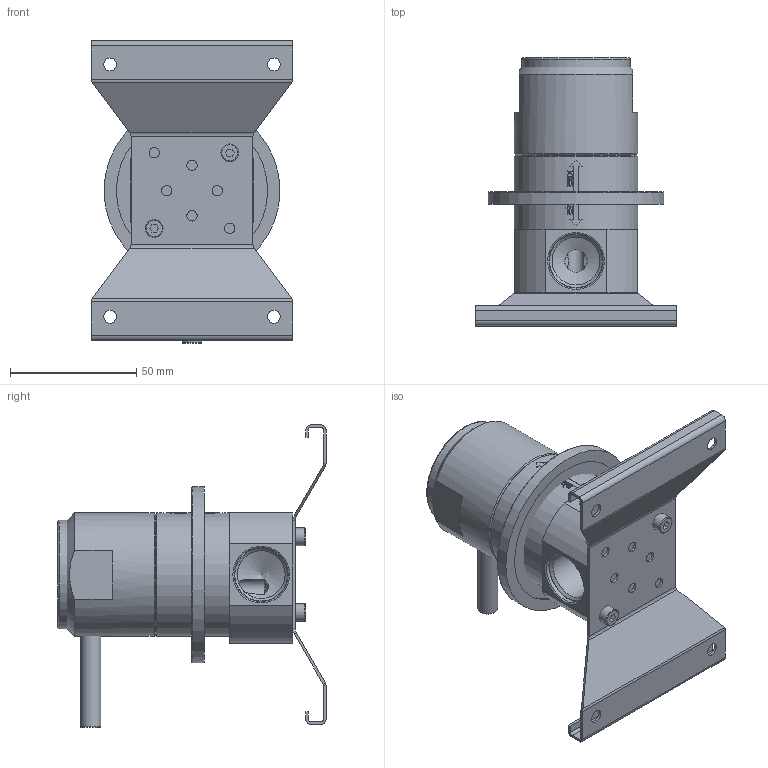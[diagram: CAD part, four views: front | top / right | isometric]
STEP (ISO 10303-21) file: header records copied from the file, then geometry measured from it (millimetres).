
FILE_DESCRIPTION(/* description */ ('Unknown'),/* implementation_level */ '2;1');
FILE_NAME(/* name */ 'AR031',/* time_stamp */ '2017-01-17T16:55:58+01:00',/* author */ ('Unknown'),/* organization */ ('Unknown'),/* preprocessor_version */ 'ST-DEVELOPER v16.7',/* originating_system */ 'DEX',/* authorisation */ $);
FILE_SCHEMA (('AUTOMOTIVE_DESIGN {1 0 10303 214 3 1 1}'));
Length unit declared in the file: millimetre
Products named in the file (14): AR031; PP1343; OR153; RR010; VG024; PI009; VG274; LV027-MAN; LV121-CORP; CP307; GH095; CR003; GH092; AC204
Assembly tree (14 placements, depth 2):
  AR031
    PP1343
    OR153
    RR010
    VG024  x2
    PI009
    VG274
    LV027-MAN
    LV121-CORP
    CP307
    GH095
    CR003
    GH092
    AC204
Bounding box: 80 x 106.33 x 119.91 mm (x, y, z)
Volume: 164492.8 mm3; surface area: 103052.2 mm2
Topology: 14 solids, 14 shells, 1329 faces, 3556 edges, 2289 vertices
Faces by surface type: plane 897, cylinder 263, torus 86, cone 65, bspline 12, sphere 6
Full cylindrical faces by diameter (mm): 0.913 x1, 0.916 x1, 2 x2, 3.3 x3, 4 x6, 4.1 x8, 4.2 x1, 4.8 x3, 5 x5, 5.1 x5, 6 x1, 6.5 x3, 7 x2, 7.9 x1, 8.2 x1, 9 x1, 9.3 x2, 10 x1, 12 x1, 18 x1, 19 x3, 19.5 x2, 19.9 x1, 21.5 x3, 21.8 x1, 23.4 x2, 23.5 x1, 24 x1, 31.6 x1, 32.4 x1
Entity records: 49007 total; most frequent: CARTESIAN_POINT 8413, DIRECTION 6618, ORIENTED_EDGE 6594, EDGE_CURVE 3297, AXIS2_PLACEMENT_3D 2360, VERTEX_POINT 2205, LINE 1898, VECTOR 1898
